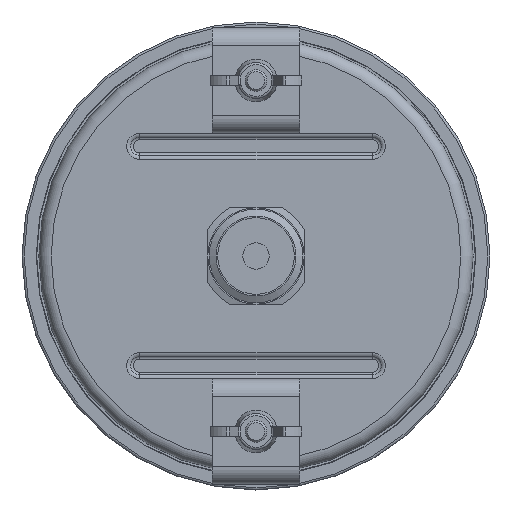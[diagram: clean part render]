
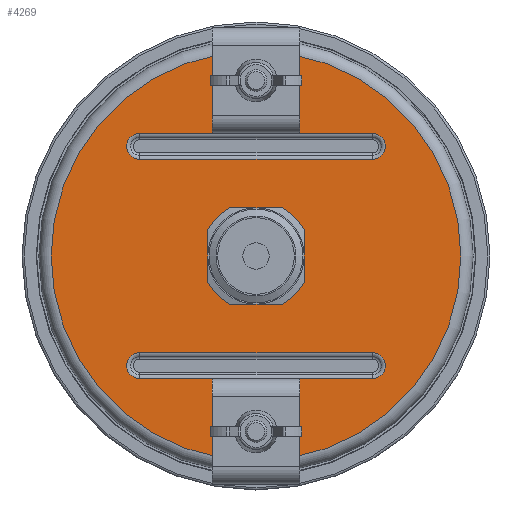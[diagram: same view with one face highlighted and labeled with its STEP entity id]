
A CAD part, front view. The second image highlights one B-rep face of the part: STEP entity #4269.
In plain terms, the highlighted planar face has unit normal (0, -1, 0).
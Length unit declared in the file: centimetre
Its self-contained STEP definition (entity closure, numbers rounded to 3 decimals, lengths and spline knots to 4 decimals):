
#300=FACE_BOUND('',#1077,.T.);
#301=FACE_BOUND('',#1078,.T.);
#302=FACE_BOUND('',#1079,.T.);
#303=FACE_BOUND('',#1080,.T.);
#304=FACE_BOUND('',#1081,.T.);
#475=CIRCLE('',#4664,1.05);
#487=CIRCLE('',#4691,4.67);
#488=CIRCLE('',#4692,0.325);
#489=CIRCLE('',#4693,0.325);
#490=CIRCLE('',#4694,0.2973);
#491=CIRCLE('',#4695,0.2973);
#492=CIRCLE('',#4696,0.2973);
#493=CIRCLE('',#4697,0.2973);
#785=FACE_OUTER_BOUND('',#1076,.T.);
#1076=EDGE_LOOP('',(#3195));
#1077=EDGE_LOOP('',(#3196));
#1078=EDGE_LOOP('',(#3197));
#1079=EDGE_LOOP('',(#3198,#3199,#3200,#3201));
#1080=EDGE_LOOP('',(#3202,#3203,#3204,#3205));
#1081=EDGE_LOOP('',(#3206));
#1358=LINE('',#7240,#1560);
#1359=LINE('',#7243,#1561);
#1360=LINE('',#7246,#1562);
#1361=LINE('',#7250,#1563);
#1560=VECTOR('',#5672,5.3);
#1561=VECTOR('',#5675,5.3);
#1562=VECTOR('',#5676,5.3);
#1563=VECTOR('',#5679,5.3);
#1836=VERTEX_POINT('',#7188);
#1847=VERTEX_POINT('',#7230);
#1848=VERTEX_POINT('',#7232);
#1849=VERTEX_POINT('',#7234);
#1850=VERTEX_POINT('',#7236);
#1851=VERTEX_POINT('',#7237);
#1852=VERTEX_POINT('',#7239);
#1853=VERTEX_POINT('',#7241);
#1854=VERTEX_POINT('',#7244);
#1855=VERTEX_POINT('',#7245);
#1856=VERTEX_POINT('',#7247);
#1857=VERTEX_POINT('',#7249);
#2313=EDGE_CURVE('',#1836,#1836,#475,.T.);
#2327=EDGE_CURVE('',#1847,#1847,#487,.T.);
#2328=EDGE_CURVE('',#1848,#1848,#488,.T.);
#2329=EDGE_CURVE('',#1849,#1849,#489,.T.);
#2330=EDGE_CURVE('',#1850,#1851,#490,.T.);
#2331=EDGE_CURVE('',#1852,#1850,#1358,.T.);
#2332=EDGE_CURVE('',#1853,#1852,#491,.T.);
#2333=EDGE_CURVE('',#1851,#1853,#1359,.T.);
#2334=EDGE_CURVE('',#1854,#1855,#1360,.T.);
#2335=EDGE_CURVE('',#1856,#1854,#492,.T.);
#2336=EDGE_CURVE('',#1857,#1856,#1361,.T.);
#2337=EDGE_CURVE('',#1855,#1857,#493,.T.);
#3195=ORIENTED_EDGE('',*,*,#2327,.F.);
#3196=ORIENTED_EDGE('',*,*,#2328,.T.);
#3197=ORIENTED_EDGE('',*,*,#2329,.T.);
#3198=ORIENTED_EDGE('',*,*,#2330,.F.);
#3199=ORIENTED_EDGE('',*,*,#2331,.F.);
#3200=ORIENTED_EDGE('',*,*,#2332,.F.);
#3201=ORIENTED_EDGE('',*,*,#2333,.F.);
#3202=ORIENTED_EDGE('',*,*,#2334,.F.);
#3203=ORIENTED_EDGE('',*,*,#2335,.F.);
#3204=ORIENTED_EDGE('',*,*,#2336,.F.);
#3205=ORIENTED_EDGE('',*,*,#2337,.F.);
#3206=ORIENTED_EDGE('',*,*,#2313,.T.);
#3838=PLANE('',#4690);
#4269=ADVANCED_FACE('',(#785,#300,#301,#302,#303,#304),#3838,.T.);
#4664=AXIS2_PLACEMENT_3D('',#7189,#5609,#5610);
#4690=AXIS2_PLACEMENT_3D('',#7229,#5662,#5663);
#4691=AXIS2_PLACEMENT_3D('',#7231,#5664,#5665);
#4692=AXIS2_PLACEMENT_3D('',#7233,#5666,#5667);
#4693=AXIS2_PLACEMENT_3D('',#7235,#5668,#5669);
#4694=AXIS2_PLACEMENT_3D('',#7238,#5670,#5671);
#4695=AXIS2_PLACEMENT_3D('',#7242,#5673,#5674);
#4696=AXIS2_PLACEMENT_3D('',#7248,#5677,#5678);
#4697=AXIS2_PLACEMENT_3D('',#7251,#5680,#5681);
#5609=DIRECTION('center_axis',(0.,1.,0.));
#5610=DIRECTION('ref_axis',(-1.,0.,0.));
#5662=DIRECTION('center_axis',(0.,-1.,0.));
#5663=DIRECTION('ref_axis',(1.,0.,0.));
#5664=DIRECTION('center_axis',(0.,1.,0.));
#5665=DIRECTION('ref_axis',(0.,0.,
-1.));
#5666=DIRECTION('center_axis',(0.,1.,0.));
#5667=DIRECTION('ref_axis',(1.,0.,0.));
#5668=DIRECTION('center_axis',(0.,1.,0.));
#5669=DIRECTION('ref_axis',(-1.,0.,0.));
#5670=DIRECTION('center_axis',(0.,-1.,0.));
#5671=DIRECTION('ref_axis',(1.,0.,0.));
#5672=DIRECTION('',(1.,0.,0.));
#5673=DIRECTION('center_axis',(0.,-1.,0.));
#5674=DIRECTION('ref_axis',(-1.,0.,0.));
#5675=DIRECTION('',(-1.,0.,0.));
#5676=DIRECTION('',(1.,0.,0.));
#5677=DIRECTION('center_axis',(0.,-1.,0.));
#5678=DIRECTION('ref_axis',(-1.,0.,0.));
#5679=DIRECTION('',(-1.,0.,0.));
#5680=DIRECTION('center_axis',(0.,-1.,0.));
#5681=DIRECTION('ref_axis',(1.,0.,0.));
#7188=CARTESIAN_POINT('',(1.0498,-0.28,0.0002));
#7189=CARTESIAN_POINT('Origin',(-0.0002,-0.28,
0.0002));
#7229=CARTESIAN_POINT('Origin',(-0.0002,-0.28,
2.4752));
#7230=CARTESIAN_POINT('',(-0.0002,-0.28,4.6702));
#7231=CARTESIAN_POINT('Origin',(-0.0002,-0.28,
0.0002));
#7232=CARTESIAN_POINT('',(0.325,-0.28,4.0002));
#7233=CARTESIAN_POINT('Origin',(0.,-0.28,
4.0002));
#7234=CARTESIAN_POINT('',(-0.325,-0.28,-4.0002));
#7235=CARTESIAN_POINT('Origin',(0.,-0.28,
-4.0002));
#7236=CARTESIAN_POINT('',(2.6498,-0.28,2.2028));
#7237=CARTESIAN_POINT('',(2.6498,-0.28,2.7975));
#7238=CARTESIAN_POINT('Origin',(2.6498,-0.28,2.5002));
#7239=CARTESIAN_POINT('',(-2.6502,-0.28,2.2028));
#7240=CARTESIAN_POINT('',(-1.3252,-0.28,2.2028));
#7241=CARTESIAN_POINT('',(-2.6502,-0.28,2.7975));
#7242=CARTESIAN_POINT('Origin',(-2.6502,-0.28,2.5002));
#7243=CARTESIAN_POINT('',(1.3248,-0.28,2.7975));
#7244=CARTESIAN_POINT('',(-2.6502,-0.28,-2.7972));
#7245=CARTESIAN_POINT('',(2.6498,-0.28,-2.7972));
#7246=CARTESIAN_POINT('',(-1.3252,-0.28,-2.7972));
#7247=CARTESIAN_POINT('',(-2.6502,-0.28,-2.2025));
#7248=CARTESIAN_POINT('Origin',(-2.6502,-0.28,-2.4998));
#7249=CARTESIAN_POINT('',(2.6498,-0.28,-2.2025));
#7250=CARTESIAN_POINT('',(1.3248,-0.28,-2.2025));
#7251=CARTESIAN_POINT('Origin',(2.6498,-0.28,-2.4998));
